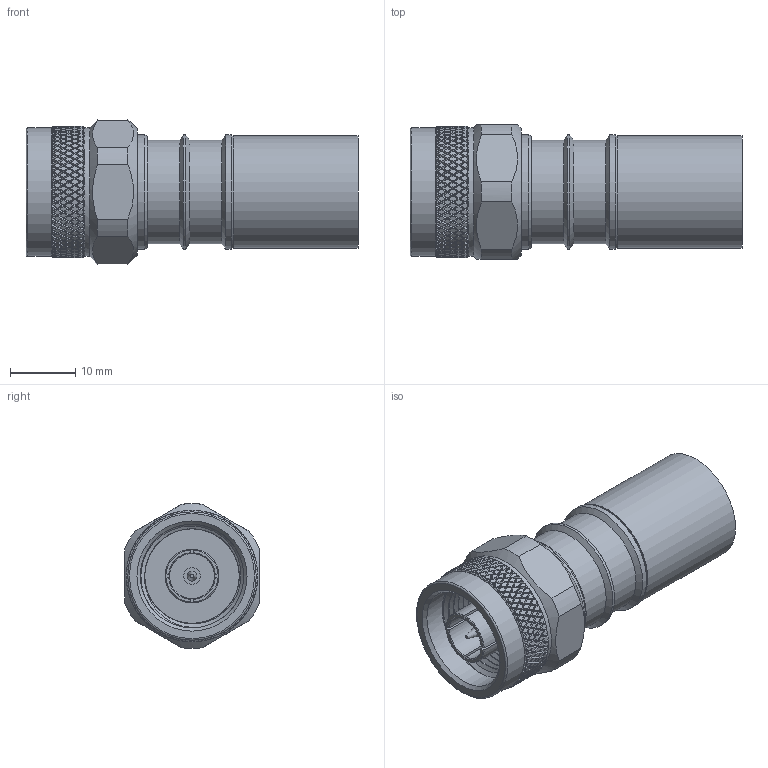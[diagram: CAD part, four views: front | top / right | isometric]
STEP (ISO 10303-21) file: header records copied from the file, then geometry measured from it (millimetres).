
FILE_DESCRIPTION (( 'STEP AP203' ), '1' );
FILE_NAME ('EZ-600-NMH-X_3D.step', '2022-03-31T15:43:29', ( '' ), ( '' ), 'SwSTEP 2.0', 'SolidWorks 2021', '' );
FILE_SCHEMA (( 'CONFIG_CONTROL_DESIGN' ));
Length unit declared in the file: inch
Products named in the file (1): EZ-600-NMH-X_3D
Bounding box: 50.92 x 20.62 x 22.23 mm (x, y, z)
Volume: 8440.4 mm3; surface area: 7401.4 mm2
Topology: 3 solids, 3 shells, 2190 faces, 4716 edges, 2539 vertices
Faces by surface type: bspline 1683, cylinder 448, plane 36, cone 22, torus 1
Full cylindrical faces by diameter (mm): 1.524 x1, 2.54 x1, 6.909 x1, 8.255 x1, 11.8 x1, 13.974 x1, 15.7 x1, 15.846 x2, 15.875 x6, 17.224 x1, 17.5 x3, 19.69 x2
Entity records: 74242 total; most frequent: CARTESIAN_POINT 45784, ORIENTED_EDGE 9320, EDGE_CURVE 4660, VERTEX_POINT 2519, EDGE_LOOP 2223, FACE_OUTER_BOUND 2201, ADVANCED_FACE 2184, B_SPLINE_CURVE_WITH_KNOTS 2074
